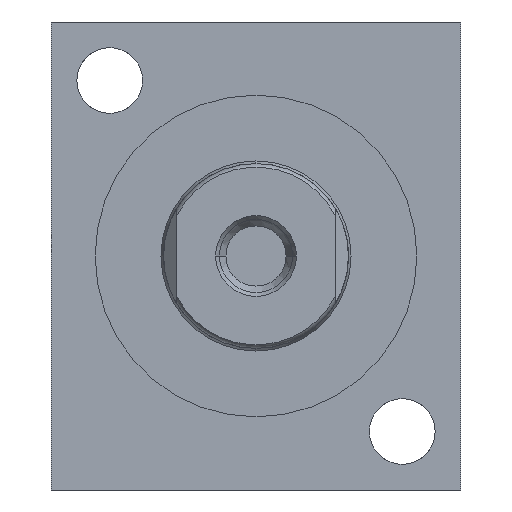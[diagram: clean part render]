
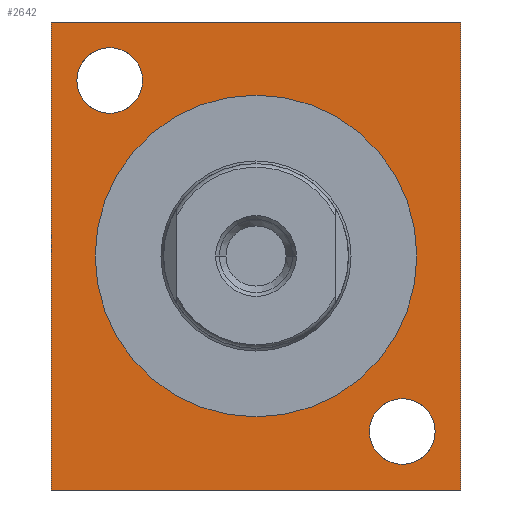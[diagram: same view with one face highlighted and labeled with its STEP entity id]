
A CAD part, left-side view. The second image highlights one B-rep face of the part: STEP entity #2642.
In plain terms, the highlighted planar face has unit normal (-1, 0, 0).
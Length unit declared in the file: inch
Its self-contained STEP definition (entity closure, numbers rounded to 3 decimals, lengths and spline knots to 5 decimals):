
#22=DIRECTION('',(0.,-1.,0.));
#23=VECTOR('',#22,1.75);
#24=CARTESIAN_POINT('',(0.,0.875,1.));
#25=LINE('',#24,#23);
#30=DIRECTION('',(0.,0.,-1.));
#31=VECTOR('',#30,2.);
#32=CARTESIAN_POINT('',(0.,-0.875,1.));
#33=LINE('',#32,#31);
#37=DIRECTION('',(0.,1.,0.));
#38=VECTOR('',#37,1.75);
#39=CARTESIAN_POINT('',(0.,-0.875,-1.));
#40=LINE('',#39,#38);
#44=DIRECTION('',(0.,0.,1.));
#45=VECTOR('',#44,2.);
#46=CARTESIAN_POINT('',(0.,0.875,-1.));
#47=LINE('',#46,#45);
#51=CARTESIAN_POINT('',(0.,0.625,0.75));
#52=DIRECTION('',(1.,0.,0.));
#53=DIRECTION('',(0.,1.,0.));
#54=AXIS2_PLACEMENT_3D('',#51,#52,#53);
#59=CARTESIAN_POINT('',(0.,0.625,0.75));
#60=DIRECTION('',(1.,0.,0.));
#61=DIRECTION('',(0.,-1.,0.));
#62=AXIS2_PLACEMENT_3D('',#59,#60,#61);
#67=CARTESIAN_POINT('',(0.,-0.625,-0.75));
#68=DIRECTION('',(1.,0.,0.));
#69=DIRECTION('',(0.,1.,0.));
#70=AXIS2_PLACEMENT_3D('',#67,#68,#69);
#75=CARTESIAN_POINT('',(0.,-0.625,-0.75));
#76=DIRECTION('',(1.,0.,0.));
#77=DIRECTION('',(0.,-1.,0.));
#78=AXIS2_PLACEMENT_3D('',#75,#76,#77);
#83=CARTESIAN_POINT('',(0.,0.,0.));
#84=DIRECTION('',(-1.,0.,0.));
#85=DIRECTION('',(0.,1.,0.));
#86=AXIS2_PLACEMENT_3D('',#83,#84,#85);
#91=CARTESIAN_POINT('',(0.,0.,0.));
#92=DIRECTION('',(-1.,0.,0.));
#93=DIRECTION('',(0.,-1.,0.));
#94=AXIS2_PLACEMENT_3D('',#91,#92,#93);
#2287=CARTESIAN_POINT('',(0.,0.875,1.));
#2288=CARTESIAN_POINT('',(0.,-0.875,1.));
#2289=VERTEX_POINT('',#2287);
#2290=VERTEX_POINT('',#2288);
#2291=CARTESIAN_POINT('',(0.,-0.875,-1.));
#2292=VERTEX_POINT('',#2291);
#2293=CARTESIAN_POINT('',(0.,0.875,-1.));
#2294=VERTEX_POINT('',#2293);
#2303=CARTESIAN_POINT('',(0.,0.7655,0.75));
#2304=CARTESIAN_POINT('',(0.,0.4845,0.75));
#2305=VERTEX_POINT('',#2303);
#2306=VERTEX_POINT('',#2304);
#2415=CARTESIAN_POINT('',(0.,-0.4845,-0.75));
#2416=CARTESIAN_POINT('',(0.,-0.7655,-0.75));
#2417=VERTEX_POINT('',#2415);
#2418=VERTEX_POINT('',#2416);
#2427=CARTESIAN_POINT('',(0.,0.6875,0.));
#2428=CARTESIAN_POINT('',(0.,-0.6875,0.));
#2429=VERTEX_POINT('',#2427);
#2430=VERTEX_POINT('',#2428);
#2609=CARTESIAN_POINT('',(0.,0.,0.));
#2610=DIRECTION('',(1.,0.,0.));
#2611=DIRECTION('',(0.,0.,-1.));
#2612=AXIS2_PLACEMENT_3D('',#2609,#2610,#2611);
#2613=PLANE('',#2612);
#2615=ORIENTED_EDGE('',*,*,#2614,.T.);
#2617=ORIENTED_EDGE('',*,*,#2616,.T.);
#2619=ORIENTED_EDGE('',*,*,#2618,.T.);
#2621=ORIENTED_EDGE('',*,*,#2620,.T.);
#2622=EDGE_LOOP('',(#2615,#2617,#2619,#2621));
#2623=FACE_OUTER_BOUND('',#2622,.F.);
#2625=ORIENTED_EDGE('',*,*,#2624,.F.);
#2627=ORIENTED_EDGE('',*,*,#2626,.F.);
#2628=EDGE_LOOP('',(#2625,#2627));
#2629=FACE_BOUND('',#2628,.F.);
#2631=ORIENTED_EDGE('',*,*,#2630,.F.);
#2633=ORIENTED_EDGE('',*,*,#2632,.F.);
#2634=EDGE_LOOP('',(#2631,#2633));
#2635=FACE_BOUND('',#2634,.F.);
#2637=ORIENTED_EDGE('',*,*,#2636,.T.);
#2639=ORIENTED_EDGE('',*,*,#2638,.T.);
#2640=EDGE_LOOP('',(#2637,#2639));
#2641=FACE_BOUND('',#2640,.F.);
#55=CIRCLE('',#54,0.1405);
#63=CIRCLE('',#62,0.1405);
#71=CIRCLE('',#70,0.1405);
#79=CIRCLE('',#78,0.1405);
#87=CIRCLE('',#86,0.6875);
#95=CIRCLE('',#94,0.6875);
#2614=EDGE_CURVE('',#2289,#2290,#25,.T.);
#2616=EDGE_CURVE('',#2290,#2292,#33,.T.);
#2618=EDGE_CURVE('',#2292,#2294,#40,.T.);
#2620=EDGE_CURVE('',#2294,#2289,#47,.T.);
#2624=EDGE_CURVE('',#2305,#2306,#55,.T.);
#2626=EDGE_CURVE('',#2306,#2305,#63,.T.);
#2630=EDGE_CURVE('',#2417,#2418,#71,.T.);
#2632=EDGE_CURVE('',#2418,#2417,#79,.T.);
#2636=EDGE_CURVE('',#2429,#2430,#87,.T.);
#2638=EDGE_CURVE('',#2430,#2429,#95,.T.);
#2642=ADVANCED_FACE('',(#2623,#2629,#2635,#2641),#2613,.F.);
